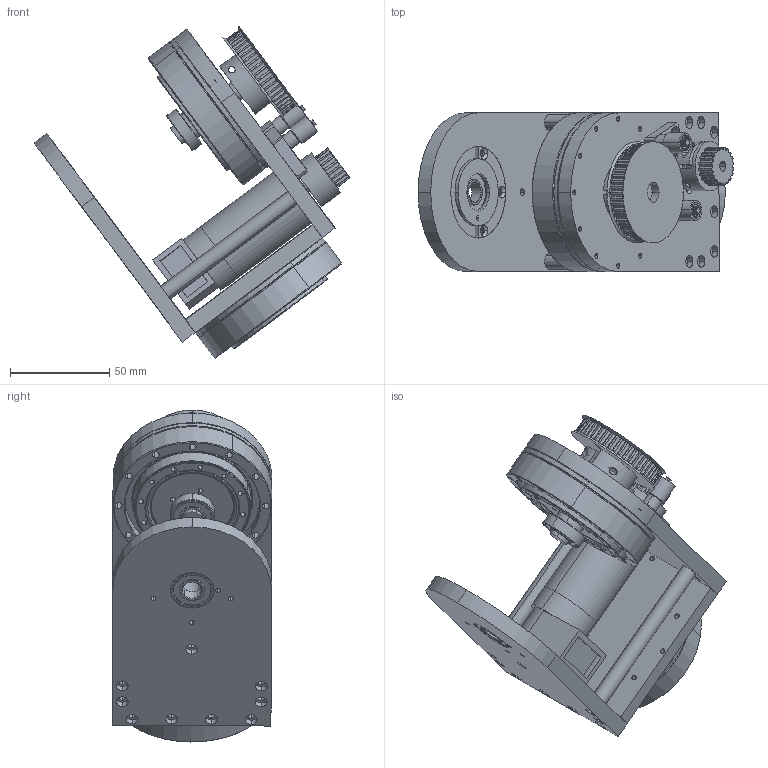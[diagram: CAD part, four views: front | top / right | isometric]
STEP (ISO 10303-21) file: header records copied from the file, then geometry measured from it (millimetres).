
FILE_DESCRIPTION (( 'STEP AP203' ), '1' );
FILE_NAME ('J1.STEP', '2016-03-28T12:54:37', ( '' ), ( '' ), 'SwSTEP 2.0', 'SolidWorks 2013', '' );
FILE_SCHEMA (( 'CONFIG_CONTROL_DESIGN' ));
Length unit declared in the file: millimetre
Products named in the file (20): RT21-1212A; SHD-17-WG; RT21-1213A; SHD-17; RT21-1201A; 693ZZ; RT21-1206A; RT21-1202A; RT21-1214A; 6900ZZ; RT21-1203A; J1; RT21-1207A; Motor 3257; RT21-1209A; SHD-17-CS; RT21-1210A; SHD-17-FS-Output; RT21-1211A; SHD-17-FS
Assembly tree (29 placements, depth 3):
  J1
    RT21-1201A
    RT21-1202A
    RT21-1203A
    Motor 3257
    SHD-17  x2
      SHD-17-CS
      SHD-17-FS-Output
      SHD-17-FS
      SHD-17-WG
    RT21-1206A
    6900ZZ  x3
    RT21-1207A  x2
    RT21-1209A
    RT21-1210A
    RT21-1211A  x2
    RT21-1212A  x2
    RT21-1213A  x2
    693ZZ  x4
    RT21-1214A
Bounding box: 159.24 x 80.43 x 167.32 mm (x, y, z)
Volume: 416056.2 mm3; surface area: 183416.1 mm2
Topology: 32 solids, 32 shells, 1447 faces, 3461 edges, 2140 vertices
Faces by surface type: cylinder 872, plane 231, cone 208, torus 136
Entity records: 32360 total; most frequent: DIRECTION 5846, CARTESIAN_POINT 5144, ORIENTED_EDGE 4730, AXIS2_PLACEMENT_3D 2475, EDGE_CURVE 2365, VERTEX_POINT 1529, CIRCLE 1459, EDGE_LOOP 1308
